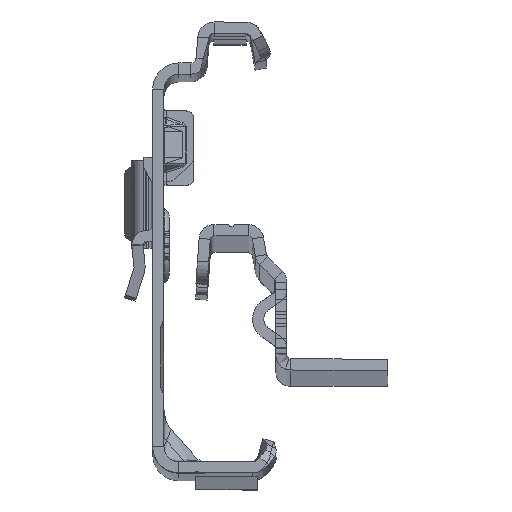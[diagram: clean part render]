
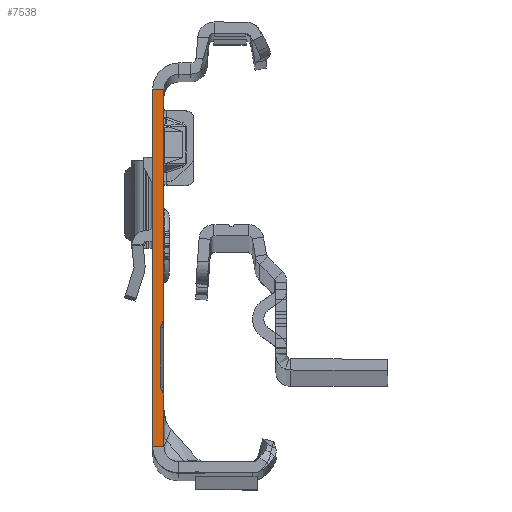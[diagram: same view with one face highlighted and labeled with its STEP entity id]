
A CAD part, top view. The second image highlights one B-rep face of the part: STEP entity #7538.
In plain terms, the highlighted planar face has unit normal (0, 0, 1).
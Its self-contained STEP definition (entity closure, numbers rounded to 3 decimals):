
#480 = CARTESIAN_POINT ( 'NONE',  ( 0., -25.865, 0. ) ) ;
#587 = LINE ( 'NONE', #8946, #7458 ) ;
#743 = CARTESIAN_POINT ( 'NONE',  ( -0.4, -9.865, 0. ) ) ;
#883 = VERTEX_POINT ( 'NONE', #26043 ) ;
#1385 = VECTOR ( 'NONE', #25408, 1000. ) ;
#1530 = LINE ( 'NONE', #22577, #13199 ) ;
#1879 = EDGE_CURVE ( 'NONE', #9242, #23992, #1530, .T. ) ;
#2271 = EDGE_CURVE ( 'NONE', #10904, #6195, #19450, .T. ) ;
#2427 = EDGE_CURVE ( 'NONE', #6195, #8965, #11045, .T. ) ;
#2935 = LINE ( 'NONE', #5022, #8839 ) ;
#3239 = DIRECTION ( 'NONE',  ( 0.423, -0.906, 0. ) ) ;
#3309 = DIRECTION ( 'NONE',  ( 1., 0., 0. ) ) ;
#3335 = DIRECTION ( 'NONE',  ( 0., 0., 1. ) ) ;
#3580 = DIRECTION ( 'NONE',  ( 0., 0., 1. ) ) ;
#5005 = AXIS2_PLACEMENT_3D ( 'NONE', #7612, #21826, #3309 ) ;
#5022 = CARTESIAN_POINT ( 'NONE',  ( 0., 22.135, 0. ) ) ;
#5577 = VECTOR ( 'NONE', #22404, 1000. ) ;
#6195 = VERTEX_POINT ( 'NONE', #10425 ) ;
#6319 = ORIENTED_EDGE ( 'NONE', *, *, #1879, .T. ) ;
#6478 = LINE ( 'NONE', #21359, #10388 ) ;
#6491 = ORIENTED_EDGE ( 'NONE', *, *, #19612, .F. ) ;
#6615 = DIRECTION ( 'NONE',  ( 0., -1., 0. ) ) ;
#6956 = DIRECTION ( 'NONE',  ( -1., 0., 0. ) ) ;
#7105 = EDGE_CURVE ( 'NONE', #9519, #10904, #6478, .T. ) ;
#7458 = VECTOR ( 'NONE', #6615, 1000. ) ;
#7538 = ADVANCED_FACE ( 'NONE', ( #26075 ), #15862, .T. ) ;
#7584 = EDGE_CURVE ( 'NONE', #20765, #9519, #16971, .T. ) ;
#7612 = CARTESIAN_POINT ( 'NONE',  ( -2.5, -19.499, 0. ) ) ;
#7634 = DIRECTION ( 'NONE',  ( -1., 0., 0. ) ) ;
#7789 = CARTESIAN_POINT ( 'NONE',  ( -0.306, -9.443, 0. ) ) ;
#8111 = EDGE_CURVE ( 'NONE', #8965, #25775, #21840, .T. ) ;
#8393 = CARTESIAN_POINT ( 'NONE',  ( -1.5, -25.865, 0. ) ) ;
#8413 = DIRECTION ( 'NONE',  ( -0.423, -0.906, 0. ) ) ;
#8496 = AXIS2_PLACEMENT_3D ( 'NONE', #11526, #20182, #18101 ) ;
#8839 = VECTOR ( 'NONE', #21731, 1000. ) ;
#8946 = CARTESIAN_POINT ( 'NONE',  ( 0., 24.135, 0. ) ) ;
#8965 = VERTEX_POINT ( 'NONE', #16585 ) ;
#9020 = CARTESIAN_POINT ( 'NONE',  ( -2.5, -8.231, 0. ) ) ;
#9101 = ORIENTED_EDGE ( 'NONE', *, *, #2271, .F. ) ;
#9242 = VERTEX_POINT ( 'NONE', #23854 ) ;
#9336 = ORIENTED_EDGE ( 'NONE', *, *, #20737, .T. ) ;
#9519 = VERTEX_POINT ( 'NONE', #10447 ) ;
#9551 = CARTESIAN_POINT ( 'NONE',  ( 0.6, -17.865, 0. ) ) ;
#9831 = AXIS2_PLACEMENT_3D ( 'NONE', #9551, #3580, #27148 ) ;
#10337 = ORIENTED_EDGE ( 'NONE', *, *, #2427, .F. ) ;
#10388 = VECTOR ( 'NONE', #8413, 1000. ) ;
#10425 = CARTESIAN_POINT ( 'NONE',  ( -0.4, -9.865, 0. ) ) ;
#10447 = CARTESIAN_POINT ( 'NONE',  ( -0.234, -9.288, 0. ) ) ;
#10843 = EDGE_CURVE ( 'NONE', #24697, #23992, #16747, .T. ) ;
#10904 = VERTEX_POINT ( 'NONE', #7789 ) ;
#11045 = LINE ( 'NONE', #743, #14544 ) ;
#11526 = CARTESIAN_POINT ( 'NONE',  ( -1.5, 24.135, 0. ) ) ;
#11881 = AXIS2_PLACEMENT_3D ( 'NONE', #26774, #3335, #7634 ) ;
#11981 = EDGE_CURVE ( 'NONE', #14286, #883, #19657, .T. ) ;
#13199 = VECTOR ( 'NONE', #18391, 1000. ) ;
#13276 = ORIENTED_EDGE ( 'NONE', *, *, #8111, .F. ) ;
#13872 = ORIENTED_EDGE ( 'NONE', *, *, #10843, .F. ) ;
#14286 = VERTEX_POINT ( 'NONE', #19473 ) ;
#14544 = VECTOR ( 'NONE', #17891, 1000. ) ;
#15098 = ORIENTED_EDGE ( 'NONE', *, *, #7584, .F. ) ;
#15316 = EDGE_CURVE ( 'NONE', #883, #24697, #19616, .T. ) ;
#15415 = VECTOR ( 'NONE', #3239, 1000. ) ;
#15862 = PLANE ( 'NONE',  #8496 ) ;
#16585 = CARTESIAN_POINT ( 'NONE',  ( -0.4, -17.865, 0. ) ) ;
#16747 = LINE ( 'NONE', #18972, #1385 ) ;
#16971 = CIRCLE ( 'NONE', #23191, 2.5 ) ;
#17539 = DIRECTION ( 'NONE',  ( 0., 0., -1. ) ) ;
#17891 = DIRECTION ( 'NONE',  ( 0., -1., 0. ) ) ;
#18101 = DIRECTION ( 'NONE',  ( 0., -1., 0. ) ) ;
#18391 = DIRECTION ( 'NONE',  ( 0., -1., 0. ) ) ;
#18760 = ORIENTED_EDGE ( 'NONE', *, *, #15316, .F. ) ;
#18972 = CARTESIAN_POINT ( 'NONE',  ( 0., -25.865, 0. ) ) ;
#19008 = EDGE_CURVE ( 'NONE', #25775, #14286, #24130, .T. ) ;
#19450 = CIRCLE ( 'NONE', #11881, 1. ) ;
#19473 = CARTESIAN_POINT ( 'NONE',  ( -0.234, -18.442, 0. ) ) ;
#19612 = EDGE_CURVE ( 'NONE', #21570, #20765, #587, .T. ) ;
#19616 = LINE ( 'NONE', #26356, #5577 ) ;
#19657 = CIRCLE ( 'NONE', #5005, 2.5 ) ;
#19661 = CARTESIAN_POINT ( 'NONE',  ( -0.234, -18.442, 0. ) ) ;
#20182 = DIRECTION ( 'NONE',  ( 0., 0., 1. ) ) ;
#20737 = EDGE_CURVE ( 'NONE', #21570, #9242, #2935, .T. ) ;
#20765 = VERTEX_POINT ( 'NONE', #26238 ) ;
#21359 = CARTESIAN_POINT ( 'NONE',  ( -0.234, -9.288, 0. ) ) ;
#21438 = EDGE_LOOP ( 'NONE', ( #15098, #6491, #9336, #6319, #13872, #18760, #26743, #23414, #13276, #10337, #9101, #24902 ) ) ;
#21570 = VERTEX_POINT ( 'NONE', #25441 ) ;
#21731 = DIRECTION ( 'NONE',  ( -1., 0., 0. ) ) ;
#21826 = DIRECTION ( 'NONE',  ( 0., 0., -1. ) ) ;
#21840 = CIRCLE ( 'NONE', #9831, 1. ) ;
#22404 = DIRECTION ( 'NONE',  ( 0., -1., 0. ) ) ;
#22577 = CARTESIAN_POINT ( 'NONE',  ( -1.5, 24.135, 0. ) ) ;
#23191 = AXIS2_PLACEMENT_3D ( 'NONE', #9020, #17539, #6956 ) ;
#23414 = ORIENTED_EDGE ( 'NONE', *, *, #19008, .F. ) ;
#23854 = CARTESIAN_POINT ( 'NONE',  ( -1.5, 22.135, 0. ) ) ;
#23992 = VERTEX_POINT ( 'NONE', #8393 ) ;
#24130 = LINE ( 'NONE', #19661, #15415 ) ;
#24697 = VERTEX_POINT ( 'NONE', #480 ) ;
#24902 = ORIENTED_EDGE ( 'NONE', *, *, #7105, .F. ) ;
#25408 = DIRECTION ( 'NONE',  ( -1., 0., 0. ) ) ;
#25441 = CARTESIAN_POINT ( 'NONE',  ( 0., 22.135, 0. ) ) ;
#25775 = VERTEX_POINT ( 'NONE', #27540 ) ;
#26043 = CARTESIAN_POINT ( 'NONE',  ( 0., -19.499, 0. ) ) ;
#26075 = FACE_OUTER_BOUND ( 'NONE', #21438, .T. ) ;
#26238 = CARTESIAN_POINT ( 'NONE',  ( 0., -8.231, 0. ) ) ;
#26356 = CARTESIAN_POINT ( 'NONE',  ( 0., 24.135, 0. ) ) ;
#26743 = ORIENTED_EDGE ( 'NONE', *, *, #11981, .F. ) ;
#26774 = CARTESIAN_POINT ( 'NONE',  ( 0.6, -9.865, 0. ) ) ;
#27148 = DIRECTION ( 'NONE',  ( 1., 0., 0. ) ) ;
#27540 = CARTESIAN_POINT ( 'NONE',  ( -0.306, -18.288, 0. ) ) ;
